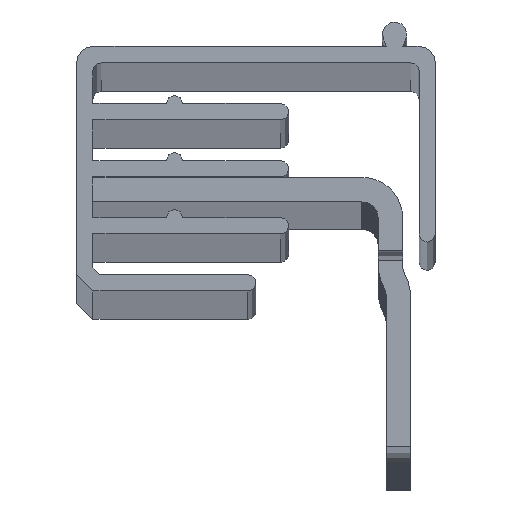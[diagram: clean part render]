
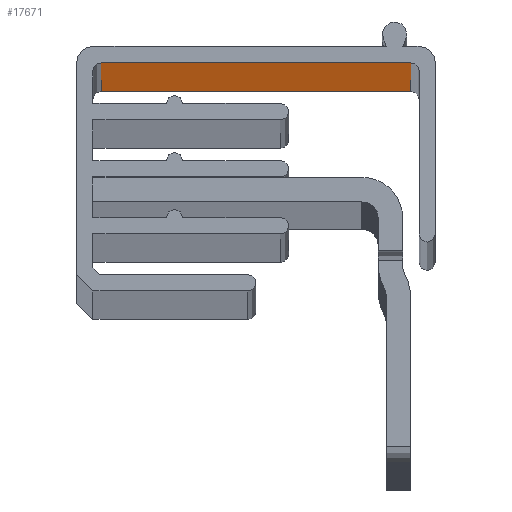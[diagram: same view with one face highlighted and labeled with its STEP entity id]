
A CAD part, top view. The second image highlights one B-rep face of the part: STEP entity #17671.
In plain terms, the highlighted planar face has unit normal (0, -1, 0).
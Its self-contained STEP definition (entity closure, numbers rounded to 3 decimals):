
#180=DIRECTION('',(-1.,0.,0.));
#181=VECTOR('',#180,19.);
#182=CARTESIAN_POINT('',(9.5,6.5,-500.));
#183=LINE('',#182,#181);
#184=DIRECTION('',(0.,0.,-1.));
#185=VECTOR('',#184,1000.);
#186=CARTESIAN_POINT('',(9.5,6.5,500.));
#187=LINE('',#186,#185);
#188=DIRECTION('',(0.,0.,-1.));
#189=VECTOR('',#188,1000.);
#190=CARTESIAN_POINT('',(-9.5,6.5,500.));
#191=LINE('',#190,#189);
#1200=DIRECTION('',(-1.,0.,0.));
#1201=VECTOR('',#1200,19.);
#1202=CARTESIAN_POINT('',(9.5,6.5,500.));
#1203=LINE('',#1202,#1201);
#13396=CARTESIAN_POINT('',(-9.5,6.5,-500.));
#13397=VERTEX_POINT('',#13396);
#13398=CARTESIAN_POINT('',(9.5,6.5,-500.));
#13399=VERTEX_POINT('',#13398);
#13440=CARTESIAN_POINT('',(9.5,6.5,500.));
#13441=VERTEX_POINT('',#13440);
#13442=CARTESIAN_POINT('',(-9.5,6.5,500.));
#13443=VERTEX_POINT('',#13442);
#17658=CARTESIAN_POINT('',(0.,6.5,0.));
#17659=DIRECTION('',(0.,1.,0.));
#17660=DIRECTION('',(1.,0.,0.));
#17661=AXIS2_PLACEMENT_3D('',#17658,#17659,#17660);
#17662=PLANE('',#17661);
#17663=ORIENTED_EDGE('',*,*,#17473,.T.);
#17665=ORIENTED_EDGE('',*,*,#17664,.F.);
#17667=ORIENTED_EDGE('',*,*,#17666,.F.);
#17668=ORIENTED_EDGE('',*,*,#17650,.T.);
#17669=EDGE_LOOP('',(#17663,#17665,#17667,#17668));
#17670=FACE_OUTER_BOUND('',#17669,.F.);
#17473=EDGE_CURVE('',#13399,#13397,#183,.T.);
#17650=EDGE_CURVE('',#13441,#13399,#187,.T.);
#17664=EDGE_CURVE('',#13443,#13397,#191,.T.);
#17666=EDGE_CURVE('',#13441,#13443,#1203,.T.);
#17671=ADVANCED_FACE('',(#17670),#17662,.F.);
